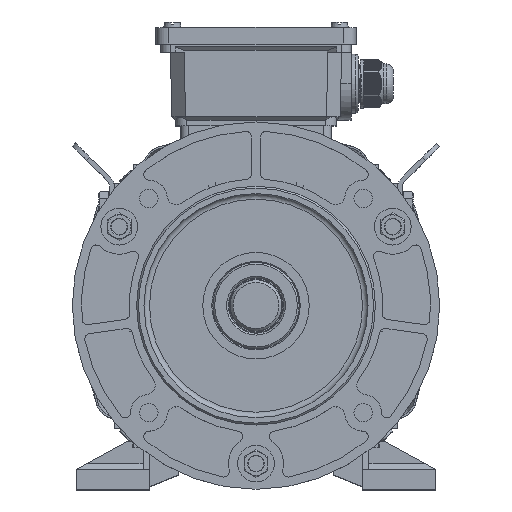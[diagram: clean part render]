
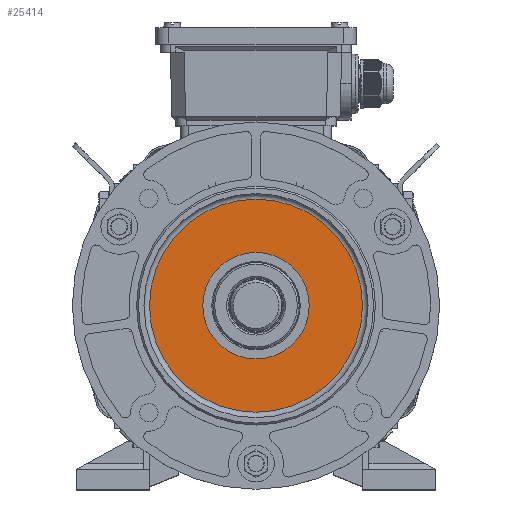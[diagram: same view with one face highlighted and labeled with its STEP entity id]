
A CAD part, top view. The second image highlights one B-rep face of the part: STEP entity #25414.
In plain terms, the highlighted planar face has unit normal (0, 0, 1).
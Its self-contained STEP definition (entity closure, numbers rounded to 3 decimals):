
#7814=PLANE('',#90193);
#25414=ADVANCED_FACE('',(#30256,#30257),#7814,.F.);
#30256=FACE_BOUND('',#35542,.T.);
#30257=FACE_BOUND('',#35543,.T.);
#35542=EDGE_LOOP('',(#58719));
#35543=EDGE_LOOP('',(#58720));
#58719=ORIENTED_EDGE('',*,*,#79076,.F.);
#58720=ORIENTED_EDGE('',*,*,#79075,.T.);
#67348=VERTEX_POINT('',#181143);
#67349=VERTEX_POINT('',#181146);
#79075=EDGE_CURVE('',#67348,#67348,#82618,.T.);
#79076=EDGE_CURVE('',#67349,#67349,#82619,.T.);
#82618=CIRCLE('',#90190,29.);
#82619=CIRCLE('',#90192,58.);
#90190=AXIS2_PLACEMENT_3D('',#181142,#111899,#111900);
#90192=AXIS2_PLACEMENT_3D('',#181145,#111903,#111904);
#90193=AXIS2_PLACEMENT_3D('',#181147,#111905,#111906);
#111899=DIRECTION('',(0.,0.,-1.));
#111900=DIRECTION('',(-1.,0.,0.));
#111903=DIRECTION('',(0.,0.,-1.));
#111904=DIRECTION('',(-1.,0.,0.));
#111905=DIRECTION('',(0.,0.,-1.));
#111906=DIRECTION('',(1.,0.,0.));
#181142=CARTESIAN_POINT('',(0.,0.,231.));
#181143=CARTESIAN_POINT('',(-29.,0.,231.));
#181145=CARTESIAN_POINT('',(0.,0.,231.));
#181146=CARTESIAN_POINT('',(-58.,0.,231.));
#181147=CARTESIAN_POINT('',(0.,29.,231.));
